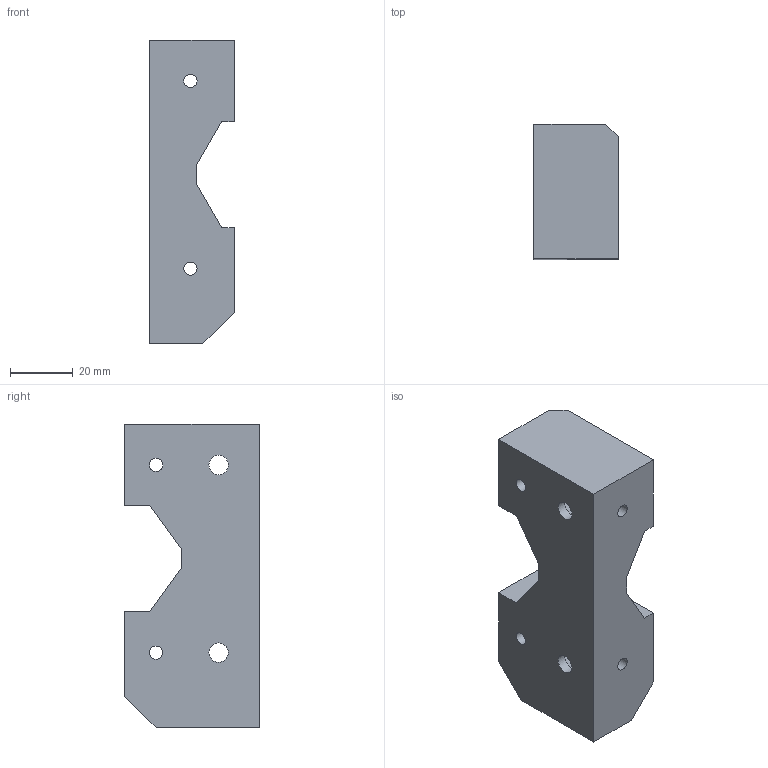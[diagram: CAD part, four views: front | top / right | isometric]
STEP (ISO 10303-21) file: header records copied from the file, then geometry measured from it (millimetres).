
FILE_DESCRIPTION(('FreeCAD Model'),'2;1');
FILE_NAME('foot-rear-left.step', '2014-10-27T15:55:48',('FreeCAD'),('FreeCAD'), 'Open CASCADE STEP processor 6.5','FreeCAD','Unknown');
FILE_SCHEMA(('AUTOMOTIVE_DESIGN_CC2 { 1 2 10303 214 -1 1 5 4 }'));
Length unit declared in the file: millimetre
Products named in the file (1): foot-rear-left
Bounding box: 27 x 43 x 97 mm (x, y, z)
Volume: 30445.8 mm3; surface area: 20071.7 mm2
Topology: 1 solids, 1 shells, 56 faces, 160 edges, 106 vertices
Faces by surface type: plane 50, cylinder 6
Full cylindrical faces by diameter (mm): 4.2 x4, 6.2 x2
Entity records: 3939 total; most frequent: CARTESIAN_POINT 701, DIRECTION 588, LINE 446, VECTOR 446, ORIENTED_EDGE 320, PCURVE 320, DEFINITIONAL_REPRESENTATION 320, EDGE_CURVE 160
